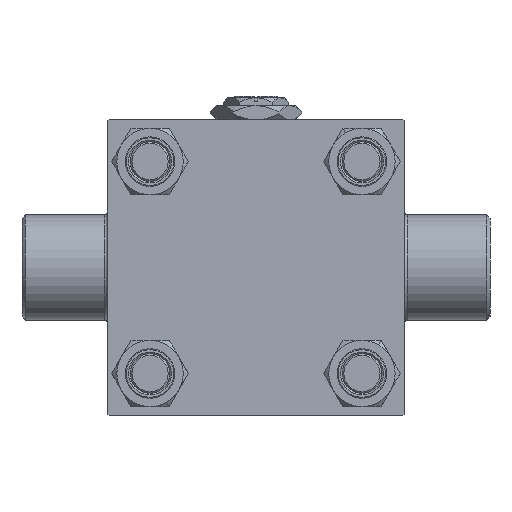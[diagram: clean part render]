
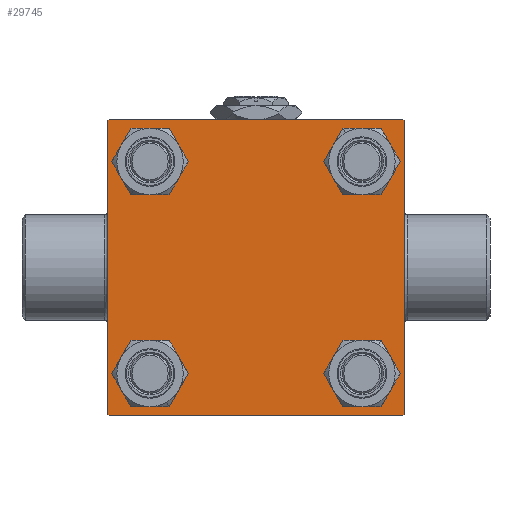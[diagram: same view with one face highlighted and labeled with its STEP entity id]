
A CAD part, left-side view. The second image highlights one B-rep face of the part: STEP entity #29745.
In plain terms, the highlighted planar face has unit normal (-1, 0, 0).
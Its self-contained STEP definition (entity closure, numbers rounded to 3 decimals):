
#729 = CARTESIAN_POINT ( 'NONE',  ( 0., 32.15, -25.65 ) ) ;
#819 = EDGE_LOOP ( 'NONE', ( #37379, #37995 ) ) ;
#1690 = EDGE_LOOP ( 'NONE', ( #10839, #17514, #18756, #37263, #35636, #15743, #32876, #37653 ) ) ;
#2126 = DIRECTION ( 'NONE',  ( 0., 0., 1. ) ) ;
#2268 = ORIENTED_EDGE ( 'NONE', *, *, #38905, .T. ) ;
#3084 = VECTOR ( 'NONE', #36602, 1000. ) ;
#3457 = CARTESIAN_POINT ( 'NONE',  ( 0., 45., -44.5 ) ) ;
#3653 = DIRECTION ( 'NONE',  ( 1., 0., 0. ) ) ;
#4086 = LINE ( 'NONE', #31320, #14171 ) ;
#4759 = EDGE_CURVE ( 'NONE', #25126, #27371, #29790, .T. ) ;
#4855 = DIRECTION ( 'NONE',  ( 0., 0., 1. ) ) ;
#5066 = CARTESIAN_POINT ( 'NONE',  ( 0., 32.15, 38.65 ) ) ;
#5160 = CARTESIAN_POINT ( 'NONE',  ( 0., -32.15, -32.15 ) ) ;
#5353 = CIRCLE ( 'NONE', #33066, 6.5 ) ;
#5903 = LINE ( 'NONE', #39864, #32230 ) ;
#6127 = DIRECTION ( 'NONE',  ( 0., -0.707, 0.707 ) ) ;
#6724 = VECTOR ( 'NONE', #30631, 1000. ) ;
#6891 = CARTESIAN_POINT ( 'NONE',  ( 0., -32.15, 32.15 ) ) ;
#7063 = EDGE_CURVE ( 'NONE', #42343, #12452, #46024, .T. ) ;
#7132 = VERTEX_POINT ( 'NONE', #13513 ) ;
#7780 = FACE_BOUND ( 'NONE', #36288, .T. ) ;
#9331 = CARTESIAN_POINT ( 'NONE',  ( 0., 44.5, -45. ) ) ;
#9557 = ORIENTED_EDGE ( 'NONE', *, *, #22756, .T. ) ;
#9849 = DIRECTION ( 'NONE',  ( 1., 0., 0. ) ) ;
#9951 = EDGE_CURVE ( 'NONE', #10123, #7132, #5903, .T. ) ;
#10123 = VERTEX_POINT ( 'NONE', #16520 ) ;
#10346 = CARTESIAN_POINT ( 'NONE',  ( 0., -44.75, -44.75 ) ) ;
#10378 = CARTESIAN_POINT ( 'NONE',  ( 0., 45., 45. ) ) ;
#10620 = AXIS2_PLACEMENT_3D ( 'NONE', #6891, #28936, #21248 ) ;
#10839 = ORIENTED_EDGE ( 'NONE', *, *, #29415, .T. ) ;
#10997 = CARTESIAN_POINT ( 'NONE',  ( 0., 0., 0. ) ) ;
#12452 = VERTEX_POINT ( 'NONE', #27013 ) ;
#12837 = AXIS2_PLACEMENT_3D ( 'NONE', #25193, #9849, #17521 ) ;
#13513 = CARTESIAN_POINT ( 'NONE',  ( 0., 45., 44.5 ) ) ;
#14044 = AXIS2_PLACEMENT_3D ( 'NONE', #42795, #36571, #2126 ) ;
#14171 = VECTOR ( 'NONE', #41743, 1000. ) ;
#14393 = CARTESIAN_POINT ( 'NONE',  ( 0., 32.15, 25.65 ) ) ;
#14538 = DIRECTION ( 'NONE',  ( 0., 0., -1. ) ) ;
#14582 = CIRCLE ( 'NONE', #10620, 6.5 ) ;
#14766 = VERTEX_POINT ( 'NONE', #3457 ) ;
#15631 = CIRCLE ( 'NONE', #47307, 6.5 ) ;
#15691 = FACE_BOUND ( 'NONE', #819, .T. ) ;
#15742 = AXIS2_PLACEMENT_3D ( 'NONE', #24460, #24208, #20490 ) ;
#15743 = ORIENTED_EDGE ( 'NONE', *, *, #7063, .T. ) ;
#16082 = CARTESIAN_POINT ( 'NONE',  ( 0., -32.15, 32.15 ) ) ;
#16107 = VECTOR ( 'NONE', #14538, 1000. ) ;
#16358 = VECTOR ( 'NONE', #26461, 1000. ) ;
#16520 = CARTESIAN_POINT ( 'NONE',  ( 0., 44.5, 45. ) ) ;
#16723 = CARTESIAN_POINT ( 'NONE',  ( 0., -45., 44.5 ) ) ;
#17073 = VERTEX_POINT ( 'NONE', #25722 ) ;
#17292 = DIRECTION ( 'NONE',  ( 0., 0.707, -0.707 ) ) ;
#17514 = ORIENTED_EDGE ( 'NONE', *, *, #43471, .T. ) ;
#17521 = DIRECTION ( 'NONE',  ( 0., 0., 1. ) ) ;
#17984 = CARTESIAN_POINT ( 'NONE',  ( 0., 45., -45. ) ) ;
#18311 = EDGE_LOOP ( 'NONE', ( #9557, #47697 ) ) ;
#18717 = CARTESIAN_POINT ( 'NONE',  ( 0., 45., 45. ) ) ;
#18756 = ORIENTED_EDGE ( 'NONE', *, *, #42176, .T. ) ;
#19370 = AXIS2_PLACEMENT_3D ( 'NONE', #10997, #26110, #19388 ) ;
#19388 = DIRECTION ( 'NONE',  ( 0., 0., 1. ) ) ;
#19472 = CARTESIAN_POINT ( 'NONE',  ( 0., -44.75, 44.75 ) ) ;
#19648 = CARTESIAN_POINT ( 'NONE',  ( 0., -32.15, -25.65 ) ) ;
#20001 = EDGE_CURVE ( 'NONE', #43356, #17073, #25448, .T. ) ;
#20476 = CIRCLE ( 'NONE', #15742, 6.5 ) ;
#20490 = DIRECTION ( 'NONE',  ( 0., 0., 1. ) ) ;
#21248 = DIRECTION ( 'NONE',  ( 0., 0., 1. ) ) ;
#21940 = LINE ( 'NONE', #17984, #3084 ) ;
#22054 = VERTEX_POINT ( 'NONE', #29896 ) ;
#22458 = ORIENTED_EDGE ( 'NONE', *, *, #39788, .T. ) ;
#22509 = CARTESIAN_POINT ( 'NONE',  ( 0., -32.15, 25.65 ) ) ;
#22618 = FACE_BOUND ( 'NONE', #18311, .T. ) ;
#22627 = VECTOR ( 'NONE', #42049, 1000. ) ;
#22691 = CARTESIAN_POINT ( 'NONE',  ( 0., -45., 45. ) ) ;
#22756 = EDGE_CURVE ( 'NONE', #46467, #47693, #31834, .T. ) ;
#23340 = AXIS2_PLACEMENT_3D ( 'NONE', #33387, #3653, #33630 ) ;
#24208 = DIRECTION ( 'NONE',  ( 1., 0., 0. ) ) ;
#24223 = DIRECTION ( 'NONE',  ( 0., 0., 1. ) ) ;
#24460 = CARTESIAN_POINT ( 'NONE',  ( 0., 32.15, -32.15 ) ) ;
#24608 = EDGE_CURVE ( 'NONE', #31232, #22054, #14582, .T. ) ;
#25126 = VERTEX_POINT ( 'NONE', #39933 ) ;
#25193 = CARTESIAN_POINT ( 'NONE',  ( 0., 32.15, 32.15 ) ) ;
#25448 = LINE ( 'NONE', #10346, #33222 ) ;
#25722 = CARTESIAN_POINT ( 'NONE',  ( 0., -45., -44.5 ) ) ;
#26110 = DIRECTION ( 'NONE',  ( -1., 0., 0. ) ) ;
#26461 = DIRECTION ( 'NONE',  ( 0., -1., 0. ) ) ;
#26709 = CIRCLE ( 'NONE', #14044, 6.5 ) ;
#26784 = EDGE_CURVE ( 'NONE', #42343, #17073, #34133, .T. ) ;
#27013 = CARTESIAN_POINT ( 'NONE',  ( 0., -44.5, 45. ) ) ;
#27371 = VERTEX_POINT ( 'NONE', #729 ) ;
#27944 = DIRECTION ( 'NONE',  ( 1., 0., 0. ) ) ;
#28397 = VERTEX_POINT ( 'NONE', #46387 ) ;
#28624 = CARTESIAN_POINT ( 'NONE',  ( 0., -44.5, -45. ) ) ;
#28684 = EDGE_CURVE ( 'NONE', #22054, #31232, #42319, .T. ) ;
#28936 = DIRECTION ( 'NONE',  ( 1., 0., 0. ) ) ;
#29415 = EDGE_CURVE ( 'NONE', #7132, #14766, #37586, .T. ) ;
#29745 = ADVANCED_FACE ( 'NONE', ( #15691, #30079, #7780, #22618, #38025 ), #45702, .T. ) ;
#29790 = CIRCLE ( 'NONE', #23340, 6.5 ) ;
#29896 = CARTESIAN_POINT ( 'NONE',  ( 0., -32.15, 38.65 ) ) ;
#30079 = FACE_BOUND ( 'NONE', #43610, .T. ) ;
#30474 = DIRECTION ( 'NONE',  ( 1., 0., 0. ) ) ;
#30631 = DIRECTION ( 'NONE',  ( 0., 0., -1. ) ) ;
#31202 = DIRECTION ( 'NONE',  ( 0., 0., 1. ) ) ;
#31232 = VERTEX_POINT ( 'NONE', #22509 ) ;
#31320 = CARTESIAN_POINT ( 'NONE',  ( 0., 44.75, -44.75 ) ) ;
#31611 = CARTESIAN_POINT ( 'NONE',  ( 0., -32.15, -32.15 ) ) ;
#31834 = CIRCLE ( 'NONE', #12837, 6.5 ) ;
#32230 = VECTOR ( 'NONE', #17292, 1000. ) ;
#32876 = ORIENTED_EDGE ( 'NONE', *, *, #34475, .F. ) ;
#33066 = AXIS2_PLACEMENT_3D ( 'NONE', #5160, #27944, #24223 ) ;
#33222 = VECTOR ( 'NONE', #6127, 1000. ) ;
#33387 = CARTESIAN_POINT ( 'NONE',  ( 0., 32.15, -32.15 ) ) ;
#33630 = DIRECTION ( 'NONE',  ( 0., 0., 1. ) ) ;
#34133 = LINE ( 'NONE', #22691, #16107 ) ;
#34384 = ORIENTED_EDGE ( 'NONE', *, *, #42066, .T. ) ;
#34475 = EDGE_CURVE ( 'NONE', #10123, #12452, #41592, .T. ) ;
#35223 = VERTEX_POINT ( 'NONE', #19648 ) ;
#35636 = ORIENTED_EDGE ( 'NONE', *, *, #26784, .F. ) ;
#36288 = EDGE_LOOP ( 'NONE', ( #34384, #47603 ) ) ;
#36482 = EDGE_CURVE ( 'NONE', #47693, #46467, #26709, .T. ) ;
#36520 = VERTEX_POINT ( 'NONE', #9331 ) ;
#36571 = DIRECTION ( 'NONE',  ( 1., 0., 0. ) ) ;
#36602 = DIRECTION ( 'NONE',  ( 0., -1., 0. ) ) ;
#37263 = ORIENTED_EDGE ( 'NONE', *, *, #20001, .T. ) ;
#37379 = ORIENTED_EDGE ( 'NONE', *, *, #28684, .T. ) ;
#37586 = LINE ( 'NONE', #18717, #6724 ) ;
#37653 = ORIENTED_EDGE ( 'NONE', *, *, #9951, .T. ) ;
#37995 = ORIENTED_EDGE ( 'NONE', *, *, #24608, .T. ) ;
#38025 = FACE_OUTER_BOUND ( 'NONE', #1690, .T. ) ;
#38905 = EDGE_CURVE ( 'NONE', #35223, #28397, #15631, .T. ) ;
#39302 = DIRECTION ( 'NONE',  ( 1., 0., 0. ) ) ;
#39788 = EDGE_CURVE ( 'NONE', #28397, #35223, #5353, .T. ) ;
#39864 = CARTESIAN_POINT ( 'NONE',  ( 0., 44.75, 44.75 ) ) ;
#39912 = AXIS2_PLACEMENT_3D ( 'NONE', #16082, #30474, #31202 ) ;
#39933 = CARTESIAN_POINT ( 'NONE',  ( 0., 32.15, -38.65 ) ) ;
#41592 = LINE ( 'NONE', #10378, #16358 ) ;
#41743 = DIRECTION ( 'NONE',  ( 0., -0.707, -0.707 ) ) ;
#42049 = DIRECTION ( 'NONE',  ( 0., 0.707, 0.707 ) ) ;
#42066 = EDGE_CURVE ( 'NONE', #27371, #25126, #20476, .T. ) ;
#42176 = EDGE_CURVE ( 'NONE', #36520, #43356, #21940, .T. ) ;
#42319 = CIRCLE ( 'NONE', #39912, 6.5 ) ;
#42343 = VERTEX_POINT ( 'NONE', #16723 ) ;
#42795 = CARTESIAN_POINT ( 'NONE',  ( 0., 32.15, 32.15 ) ) ;
#43356 = VERTEX_POINT ( 'NONE', #28624 ) ;
#43471 = EDGE_CURVE ( 'NONE', #14766, #36520, #4086, .T. ) ;
#43610 = EDGE_LOOP ( 'NONE', ( #2268, #22458 ) ) ;
#45702 = PLANE ( 'NONE',  #19370 ) ;
#46024 = LINE ( 'NONE', #19472, #22627 ) ;
#46387 = CARTESIAN_POINT ( 'NONE',  ( 0., -32.15, -38.65 ) ) ;
#46467 = VERTEX_POINT ( 'NONE', #5066 ) ;
#47307 = AXIS2_PLACEMENT_3D ( 'NONE', #31611, #39302, #4855 ) ;
#47603 = ORIENTED_EDGE ( 'NONE', *, *, #4759, .T. ) ;
#47693 = VERTEX_POINT ( 'NONE', #14393 ) ;
#47697 = ORIENTED_EDGE ( 'NONE', *, *, #36482, .T. ) ;
